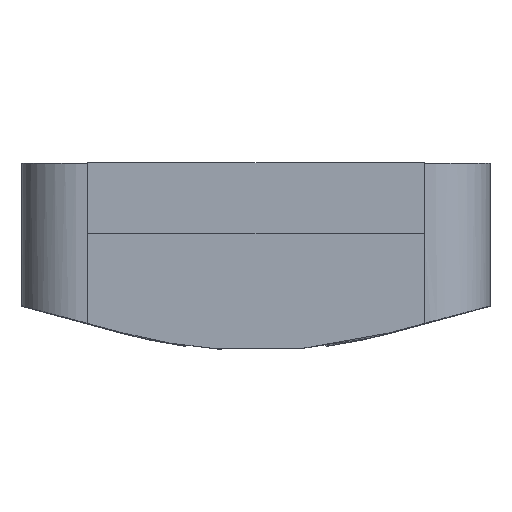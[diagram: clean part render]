
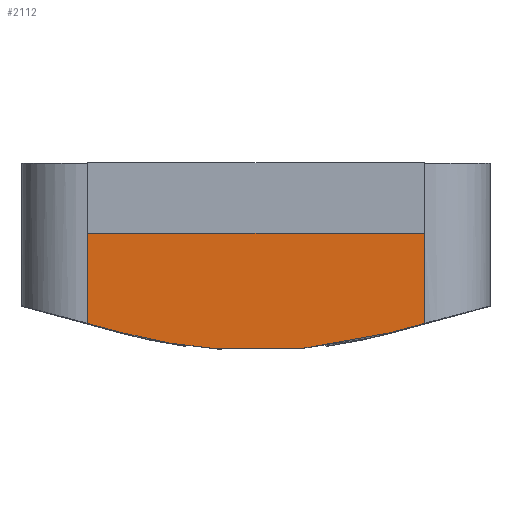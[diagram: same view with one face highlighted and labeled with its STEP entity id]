
A CAD part, top view. The second image highlights one B-rep face of the part: STEP entity #2112.
In plain terms, the highlighted planar face has unit normal (0, 0, 1).
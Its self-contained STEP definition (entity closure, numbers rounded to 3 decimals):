
#678 = VERTEX_POINT('',#679);
#679 = CARTESIAN_POINT('',(-36.,25.,34.));
#685 = EDGE_CURVE('',#678,#686,#688,.T.);
#686 = VERTEX_POINT('',#687);
#687 = CARTESIAN_POINT('',(-36.,5.766,34.));
#688 = LINE('',#689,#690);
#689 = CARTESIAN_POINT('',(-36.,40.,34.));
#690 = VECTOR('',#691,1.);
#691 = DIRECTION('',(0.,-1.,0.));
#912 = VERTEX_POINT('',#913);
#913 = CARTESIAN_POINT('',(36.,25.,34.));
#979 = VERTEX_POINT('',#980);
#980 = CARTESIAN_POINT('',(36.,5.766,34.));
#1015 = EDGE_CURVE('',#912,#979,#1016,.T.);
#1016 = LINE('',#1017,#1018);
#1017 = CARTESIAN_POINT('',(36.,40.,34.));
#1018 = VECTOR('',#1019,1.);
#1019 = DIRECTION('',(0.,-1.,0.));
#1917 = EDGE_CURVE('',#1918,#686,#1920,.T.);
#1918 = VERTEX_POINT('',#1919);
#1919 = CARTESIAN_POINT('',(-28.47,3.748,34.));
#1920 = B_SPLINE_CURVE_WITH_KNOTS('',1,(#1921,#1922),.UNSPECIFIED.,.F.,
  .F.,(2,2),(0.,1.),.PIECEWISE_BEZIER_KNOTS.);
#1921 = CARTESIAN_POINT('',(-28.47,3.748,34.));
#1922 = CARTESIAN_POINT('',(-36.,5.766,34.));
#2112 = ADVANCED_FACE('',(#2113),#2148,.T.);
#2113 = FACE_BOUND('',#2114,.T.);
#2114 = EDGE_LOOP('',(#2115,#2116,#2122,#2123,#2124,#2143));
#2115 = ORIENTED_EDGE('',*,*,#1015,.F.);
#2116 = ORIENTED_EDGE('',*,*,#2117,.T.);
#2117 = EDGE_CURVE('',#912,#678,#2118,.T.);
#2118 = LINE('',#2119,#2120);
#2119 = CARTESIAN_POINT('',(36.,25.,34.));
#2120 = VECTOR('',#2121,1.);
#2121 = DIRECTION('',(-1.,0.,0.));
#2122 = ORIENTED_EDGE('',*,*,#685,.T.);
#2123 = ORIENTED_EDGE('',*,*,#1917,.F.);
#2124 = ORIENTED_EDGE('',*,*,#2125,.F.);
#2125 = EDGE_CURVE('',#2126,#1918,#2128,.T.);
#2126 = VERTEX_POINT('',#2127);
#2127 = CARTESIAN_POINT('',(28.47,3.748,34.));
#2128 = B_SPLINE_CURVE_WITH_KNOTS('',4,(#2129,#2130,#2131,#2132,#2133,
    #2134,#2135,#2136,#2137,#2138,#2139,#2140,#2141,#2142),
  .UNSPECIFIED.,.F.,.F.,(5,3,3,3,5),(0.,0.25,0.5,
    0.75,1.),.UNSPECIFIED.);
#2129 = CARTESIAN_POINT('',(28.47,3.748,34.));
#2130 = CARTESIAN_POINT('',(24.993,2.816,34.));
#2131 = CARTESIAN_POINT('',(21.475,2.037,34.));
#2132 = CARTESIAN_POINT('',(17.927,1.411,34.));
#2133 = CARTESIAN_POINT('',(10.789,0.471,34.));
#2134 = CARTESIAN_POINT('',(7.199,0.157,34.));
#2135 = CARTESIAN_POINT('',(3.6,0.,34.));
#2136 = CARTESIAN_POINT('',(-3.6,0.,34.));
#2137 = CARTESIAN_POINT('',(-7.199,0.157,34.));
#2138 = CARTESIAN_POINT('',(-10.789,0.471,34.));
#2139 = CARTESIAN_POINT('',(-17.927,1.411,34.));
#2140 = CARTESIAN_POINT('',(-21.475,2.037,34.));
#2141 = CARTESIAN_POINT('',(-24.993,2.816,34.));
#2142 = CARTESIAN_POINT('',(-28.47,3.748,34.));
#2143 = ORIENTED_EDGE('',*,*,#2144,.F.);
#2144 = EDGE_CURVE('',#979,#2126,#2145,.T.);
#2145 = B_SPLINE_CURVE_WITH_KNOTS('',1,(#2146,#2147),.UNSPECIFIED.,.F.,
  .F.,(2,2),(0.,1.),.PIECEWISE_BEZIER_KNOTS.);
#2146 = CARTESIAN_POINT('',(36.,5.766,34.));
#2147 = CARTESIAN_POINT('',(28.47,3.748,34.));
#2148 = PLANE('',#2149);
#2149 = AXIS2_PLACEMENT_3D('',#2150,#2151,#2152);
#2150 = CARTESIAN_POINT('',(-36.,40.,34.));
#2151 = DIRECTION('',(0.,0.,1.));
#2152 = DIRECTION('',(1.,0.,0.));
